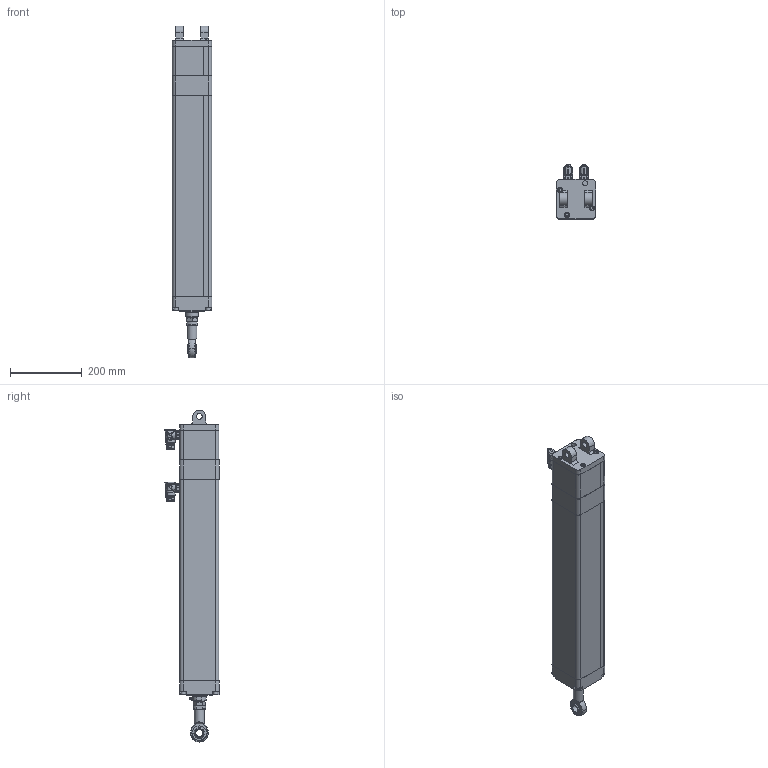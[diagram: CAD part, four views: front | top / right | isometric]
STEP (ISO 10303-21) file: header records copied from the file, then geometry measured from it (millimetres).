
FILE_DESCRIPTION (( 'STEP AP203' ), '1' );
FILE_NAME ('IMA-489369-1.step', '2025-05-28T20:26:30', ( '' ), ( '' ), 'SwSTEP 2.0', 'SolidWorks 2024', '' );
FILE_SCHEMA (( 'CONFIG_CONTROL_DESIGN' ));
Length unit declared in the file: inch
Products named in the file (4): tempJoin0_27449012_IMA-489369-1; Base_IMA-489369-1; 27449014_IMA-489369-1; IMA-489369-1
Assembly tree (3 placements, depth 2):
  IMA-489369-1
    tempJoin0_27449012_IMA-489369-1
    27449014_IMA-489369-1
    Base_IMA-489369-1
Bounding box: 110.49 x 151.38 x 927.97 mm (x, y, z)
Volume: 8893600.8 mm3; surface area: 570176.1 mm2
Topology: 4 solids, 22 shells, 1268 faces, 3196 edges, 2098 vertices
Faces by surface type: plane 578, cylinder 320, cone 150, bspline 133, torus 72, sphere 15
Full cylindrical faces by diameter (mm): 1 x17, 1.18 x17, 2.5 x8, 2.972 x8, 3.26 x8, 4.5 x10, 5.35 x3, 5.5 x2, 5.9 x2, 6.477 x1, 8 x7, 8.331 x4, 13 x7, 14.275 x4, 14.288 x4, 16 x2, 17.4 x3, 18.5 x1, 19.9 x1, 20 x2, 21.15 x4, 21.6 x1, 21.653 x2, 21.7 x2, 24.3 x2, 27.5 x1, 38.085 x1, 38.1 x1, 40 x1, 40.001 x1
Entity records: 50968 total; most frequent: CARTESIAN_POINT 22929, ORIENTED_EDGE 5754, DIRECTION 5075, EDGE_CURVE 2877, VERTEX_POINT 2028, AXIS2_PLACEMENT_3D 1961, EDGE_LOOP 1683, FACE_OUTER_BOUND 1454
